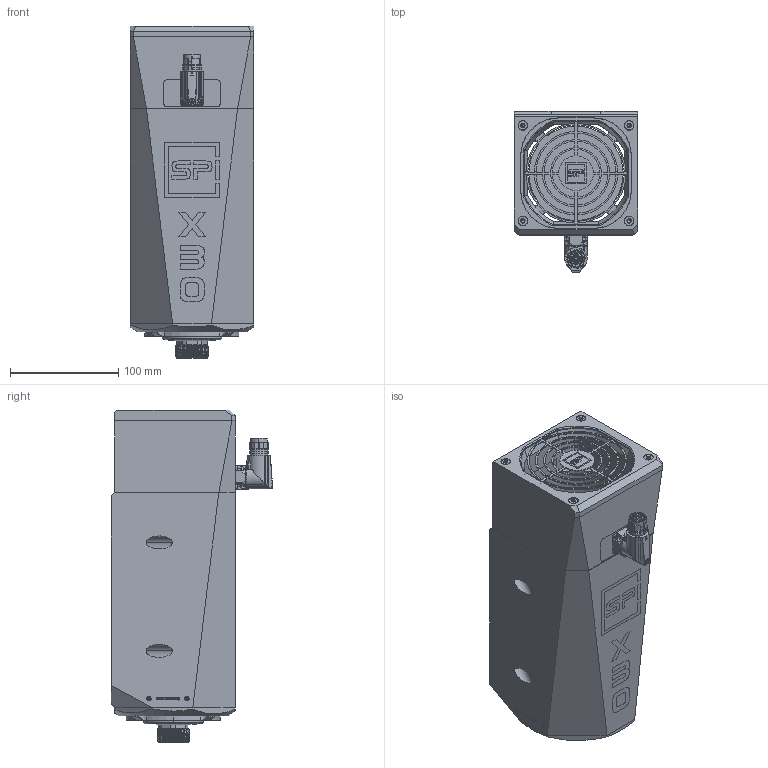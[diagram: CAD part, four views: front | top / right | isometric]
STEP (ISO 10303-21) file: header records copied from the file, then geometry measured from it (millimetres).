
FILE_DESCRIPTION (( 'STEP AP214' ), '1' );
FILE_NAME ('A00123 STEP.STEP', '2023-10-24T07:23:17', ( '' ), ( '' ), 'SwSTEP 2.0', 'SolidWorks 2020', '' );
FILE_SCHEMA (( 'AUTOMOTIVE_DESIGN' ));
Length unit declared in the file: millimetre
Products named in the file (1): A00123 STEP
Bounding box: 114 x 148.5 x 306.15 mm (x, y, z)
Surface area: 442150.5 mm2 (no closed solid volume)
Topology: 0 solids, 58 shells, 5399 faces, 14199 edges, 9180 vertices
Faces by surface type: plane 2210, cylinder 1332, bspline 1176, cone 568, torus 113
Entity records: 275852 total; most frequent: CARTESIAN_POINT 103179, ORIENTED_EDGE 27979, DIRECTION 21661, EDGE_CURVE 14053, VERTEX_POINT 9180, VECTOR 7867, LINE 7867, AXIS2_PLACEMENT_3D 6897
